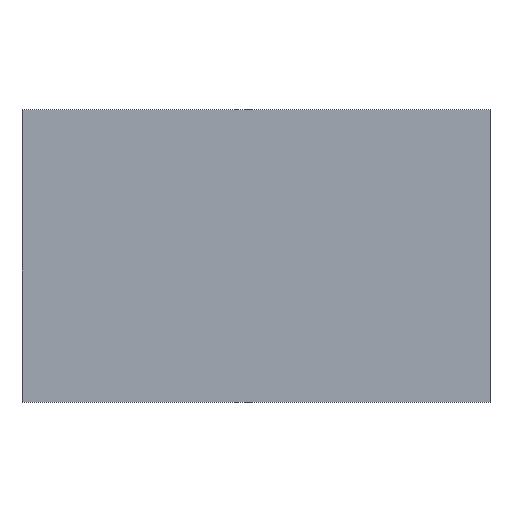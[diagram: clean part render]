
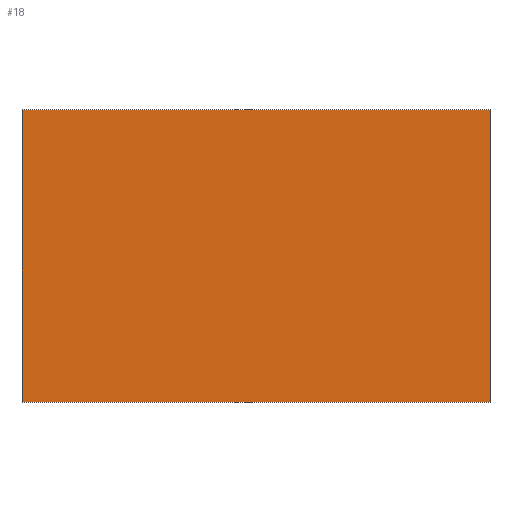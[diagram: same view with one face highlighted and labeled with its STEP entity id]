
A CAD part, top view. The second image highlights one B-rep face of the part: STEP entity #18.
In plain terms, the highlighted free-form (B-spline) face has degree [1, 1] with [2, 2] control points.
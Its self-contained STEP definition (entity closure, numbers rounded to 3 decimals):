
#4 = EDGE_CURVE ( 'NONE', #41, #147, #87, .T. ) ;
#8 = EDGE_CURVE ( 'NONE', #41, #42, #91, .T. ) ;
#9 = B_SPLINE_SURFACE_WITH_KNOTS ( 'NONE', 1, 1, ( 
 ( #131, #203 ),
 ( #184, #97 ) ),
 .UNSPECIFIED., .F., .F., .F.,
 ( 2, 2 ),
 ( 2, 2 ),
 ( 0., 1. ),
 ( 0., 1. ),
 .UNSPECIFIED. ) ;
#16 = CARTESIAN_POINT ( 'NONE',  ( 43.574, 55.099, 0. ) ) ;
#18 = ADVANCED_FACE ( 'NONE', ( #95 ), #9, .T. ) ;
#24 = VERTEX_POINT ( 'NONE', #169 ) ;
#26 = CARTESIAN_POINT ( 'NONE',  ( 43.574, 5.099, 0. ) ) ;
#28 = EDGE_CURVE ( 'NONE', #42, #24, #175, .T. ) ;
#41 = VERTEX_POINT ( 'NONE', #26 ) ;
#42 = VERTEX_POINT ( 'NONE', #172 ) ;
#51 = ORIENTED_EDGE ( 'NONE', *, *, #106, .F. ) ;
#64 = CARTESIAN_POINT ( 'NONE',  ( -36.426, 55.099, 0. ) ) ;
#87 = B_SPLINE_CURVE_WITH_KNOTS ( 'NONE', 1,
 ( #222, #116 ),
 .UNSPECIFIED., .F., .F.,
 ( 2, 2 ),
 ( 0., 1. ),
 .UNSPECIFIED. ) ;
#91 = B_SPLINE_CURVE_WITH_KNOTS ( 'NONE', 1,
 ( #114, #173 ),
 .UNSPECIFIED., .F., .F.,
 ( 2, 2 ),
 ( 0., 1. ),
 .UNSPECIFIED. ) ;
#95 = FACE_OUTER_BOUND ( 'NONE', #143, .T. ) ;
#97 = CARTESIAN_POINT ( 'NONE',  ( 43.574, 55.099, 0. ) ) ;
#99 = B_SPLINE_CURVE_WITH_KNOTS ( 'NONE', 1,
 ( #64, #201 ),
 .UNSPECIFIED., .F., .F.,
 ( 2, 2 ),
 ( 0., 1. ),
 .UNSPECIFIED. ) ;
#106 = EDGE_CURVE ( 'NONE', #24, #147, #99, .T. ) ;
#114 = CARTESIAN_POINT ( 'NONE',  ( 43.574, 5.099, 0. ) ) ;
#116 = CARTESIAN_POINT ( 'NONE',  ( 43.574, 55.099, 0. ) ) ;
#128 = ORIENTED_EDGE ( 'NONE', *, *, #8, .F. ) ;
#131 = CARTESIAN_POINT ( 'NONE',  ( -36.426, 5.099, 0. ) ) ;
#143 = EDGE_LOOP ( 'NONE', ( #144, #51, #199, #128 ) ) ;
#144 = ORIENTED_EDGE ( 'NONE', *, *, #4, .T. ) ;
#147 = VERTEX_POINT ( 'NONE', #16 ) ;
#149 = CARTESIAN_POINT ( 'NONE',  ( -36.426, 55.099, 0. ) ) ;
#169 = CARTESIAN_POINT ( 'NONE',  ( -36.426, 55.099, 0. ) ) ;
#172 = CARTESIAN_POINT ( 'NONE',  ( -36.426, 5.099, 0. ) ) ;
#173 = CARTESIAN_POINT ( 'NONE',  ( -36.426, 5.099, 0. ) ) ;
#175 = B_SPLINE_CURVE_WITH_KNOTS ( 'NONE', 1,
 ( #216, #149 ),
 .UNSPECIFIED., .F., .F.,
 ( 2, 2 ),
 ( 0., 1. ),
 .UNSPECIFIED. ) ;
#184 = CARTESIAN_POINT ( 'NONE',  ( 43.574, 5.099, 0. ) ) ;
#199 = ORIENTED_EDGE ( 'NONE', *, *, #28, .F. ) ;
#201 = CARTESIAN_POINT ( 'NONE',  ( 43.574, 55.099, 0. ) ) ;
#203 = CARTESIAN_POINT ( 'NONE',  ( -36.426, 55.099, 0. ) ) ;
#216 = CARTESIAN_POINT ( 'NONE',  ( -36.426, 5.099, 0. ) ) ;
#222 = CARTESIAN_POINT ( 'NONE',  ( 43.574, 5.099, 0. ) ) ;
